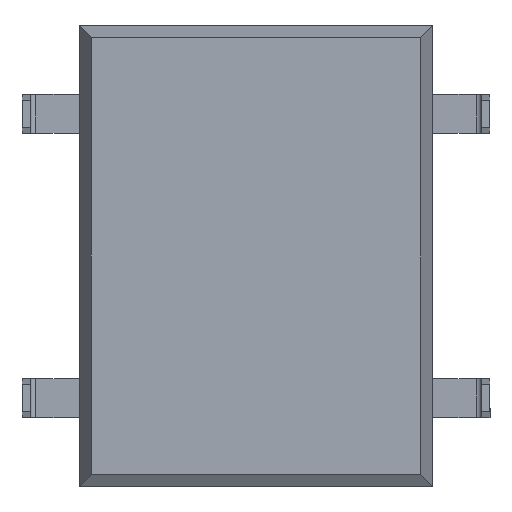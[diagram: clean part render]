
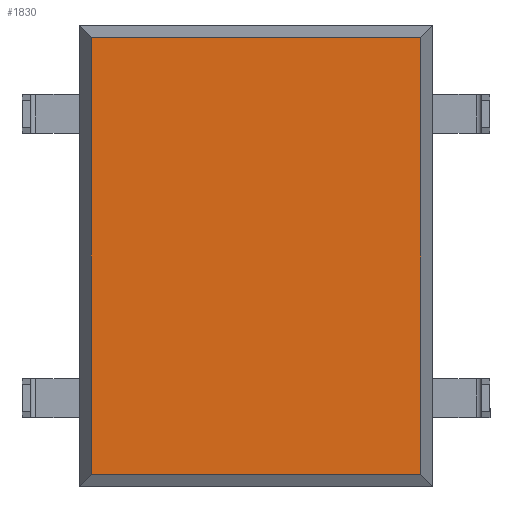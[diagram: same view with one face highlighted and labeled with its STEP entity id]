
A CAD part, front view. The second image highlights one B-rep face of the part: STEP entity #1830.
In plain terms, the highlighted planar face has unit normal (0, -1, 0).
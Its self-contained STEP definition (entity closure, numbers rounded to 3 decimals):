
#51 = CARTESIAN_POINT ( 'NONE',  ( 2.954, 1.5, 3.919 ) ) ;
#72 = AXIS2_PLACEMENT_3D ( 'NONE', #82, #2039, #562 ) ;
#77 = EDGE_CURVE ( 'NONE', #731, #1617, #1360, .T. ) ;
#82 = CARTESIAN_POINT ( 'NONE',  ( 0., 1.5, 0. ) ) ;
#91 = VECTOR ( 'NONE', #834, 1000. ) ;
#168 = CARTESIAN_POINT ( 'NONE',  ( 3.175, 1.5, 3.919 ) ) ;
#189 = ORIENTED_EDGE ( 'NONE', *, *, #1804, .T. ) ;
#200 = ORIENTED_EDGE ( 'NONE', *, *, #1936, .T. ) ;
#208 = VECTOR ( 'NONE', #675, 1000. ) ;
#466 = EDGE_CURVE ( 'NONE', #1617, #726, #998, .T. ) ;
#562 = DIRECTION ( 'NONE',  ( 1., 0., 0. ) ) ;
#675 = DIRECTION ( 'NONE',  ( 0., 0., -1. ) ) ;
#726 = VERTEX_POINT ( 'NONE', #1388 ) ;
#731 = VERTEX_POINT ( 'NONE', #1098 ) ;
#831 = LINE ( 'NONE', #1988, #208 ) ;
#834 = DIRECTION ( 'NONE',  ( -1., 0., 0. ) ) ;
#892 = PLANE ( 'NONE',  #72 ) ;
#998 = LINE ( 'NONE', #168, #91 ) ;
#1019 = LINE ( 'NONE', #1677, #1761 ) ;
#1097 = ORIENTED_EDGE ( 'NONE', *, *, #77, .T. ) ;
#1098 = CARTESIAN_POINT ( 'NONE',  ( 2.954, 1.5, -3.919 ) ) ;
#1235 = VERTEX_POINT ( 'NONE', #1906 ) ;
#1303 = VECTOR ( 'NONE', #1519, 1000. ) ;
#1322 = EDGE_LOOP ( 'NONE', ( #1097, #1467, #189, #200 ) ) ;
#1331 = DIRECTION ( 'NONE',  ( 1., 0., 0. ) ) ;
#1360 = LINE ( 'NONE', #1408, #1303 ) ;
#1388 = CARTESIAN_POINT ( 'NONE',  ( -2.954, 1.5, 3.919 ) ) ;
#1408 = CARTESIAN_POINT ( 'NONE',  ( 2.954, 1.5, -4.14 ) ) ;
#1467 = ORIENTED_EDGE ( 'NONE', *, *, #466, .T. ) ;
#1519 = DIRECTION ( 'NONE',  ( 0., 0., 1. ) ) ;
#1617 = VERTEX_POINT ( 'NONE', #51 ) ;
#1677 = CARTESIAN_POINT ( 'NONE',  ( -3.175, 1.5, -3.919 ) ) ;
#1761 = VECTOR ( 'NONE', #1331, 1000. ) ;
#1804 = EDGE_CURVE ( 'NONE', #726, #1235, #831, .T. ) ;
#1830 = ADVANCED_FACE ( 'NONE', ( #2027 ), #892, .T. ) ;
#1906 = CARTESIAN_POINT ( 'NONE',  ( -2.954, 1.5, -3.919 ) ) ;
#1936 = EDGE_CURVE ( 'NONE', #1235, #731, #1019, .T. ) ;
#1988 = CARTESIAN_POINT ( 'NONE',  ( -2.954, 1.5, 4.14 ) ) ;
#2027 = FACE_OUTER_BOUND ( 'NONE', #1322, .T. ) ;
#2039 = DIRECTION ( 'NONE',  ( 0., -1., 0. ) ) ;
